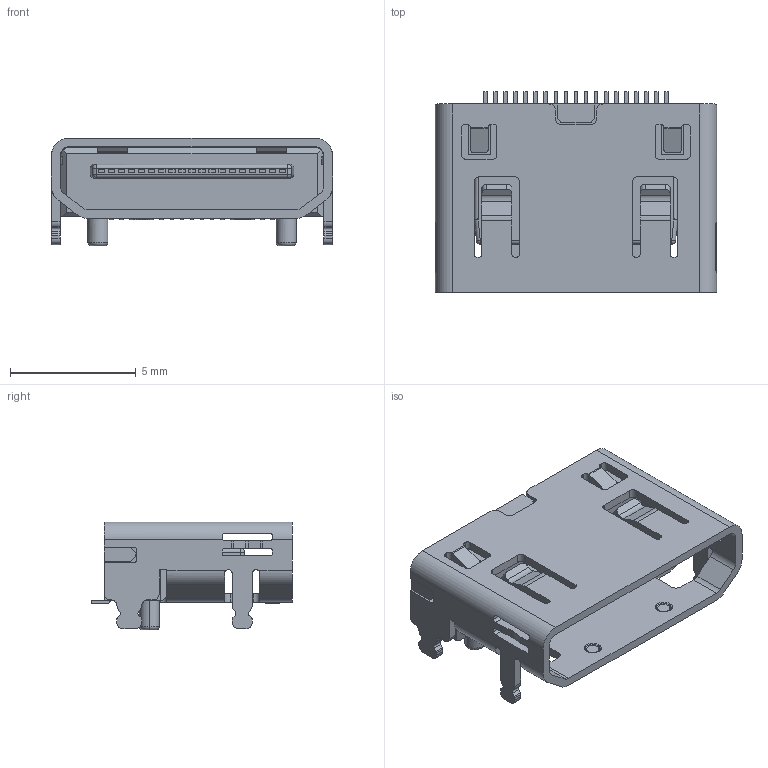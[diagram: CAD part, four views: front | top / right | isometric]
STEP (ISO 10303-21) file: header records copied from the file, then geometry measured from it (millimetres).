
FILE_DESCRIPTION((''),'2;1');
FILE_NAME('MSBR-17','2012-09-18T',('Administrator'),(''),'PRO/ENGINEER BY PARAMETRIC TECHNOLOGY CORPORATION, 2008230','PRO/ENGINEER BY PARAMETRIC TECHNOLOGY CORPORATION, 2008230','');
FILE_SCHEMA(('AUTOMOTIVE_DESIGN_CC2 { 1 2 10303 214 -1 1 5 2 }'));
Length unit declared in the file: millimetre
Products named in the file (1): MSBR-17
Bounding box: 11.2 x 8 x 4.3 mm (x, y, z)
Volume: 139.4 mm3; surface area: 568 mm2
Topology: 1 solids, 1 shells, 747 faces, 2132 edges, 1421 vertices
Faces by surface type: plane 482, cylinder 241, torus 20, sphere 4
Entity records: 29820 total; most frequent: CARTESIAN_POINT 4536, ORIENTED_EDGE 4256, DIRECTION 4135, EDGE_CURVE 2128, VECTOR 1529, LINE 1529, VERTEX_POINT 1421, AXIS2_PLACEMENT_3D 1303
